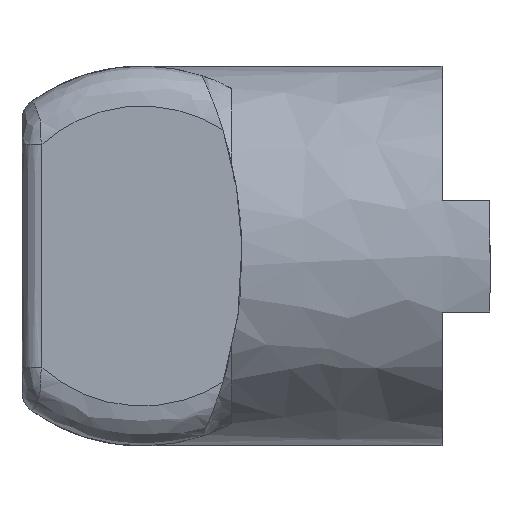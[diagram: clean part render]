
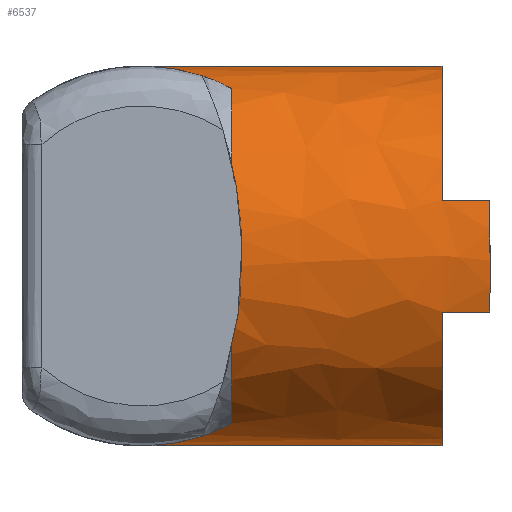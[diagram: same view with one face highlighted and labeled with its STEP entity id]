
A CAD part, left-side view. The second image highlights one B-rep face of the part: STEP entity #6537.
In plain terms, the highlighted free-form (B-spline) face has degree [1, 2] with [2, 5] control points.
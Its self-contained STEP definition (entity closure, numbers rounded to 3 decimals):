
#3461=CARTESIAN_POINT('',(-4.5,-10.5,8.367));
#3462=VERTEX_POINT('',#3461);
#3521=CARTESIAN_POINT('',(-4.5,-10.5,-8.367));
#3522=VERTEX_POINT('',#3521);
#3562=CARTESIAN_POINT('',(-4.5,-10.5,8.367));
#3563=CARTESIAN_POINT('',(-9.5,-10.5,5.677));
#3564=CARTESIAN_POINT('',(-9.5,-10.5,0.));
#3565=CARTESIAN_POINT('',(-9.5,-10.5,-5.677));
#3566=CARTESIAN_POINT('',(-4.5,-10.5,-8.367));
#3574=(BOUNDED_CURVE()B_SPLINE_CURVE(2,(#3562,#3563,#3564,#3565,#3566),.UNSPECIFIED.,.F.,.U.)B_SPLINE_CURVE_WITH_KNOTS((3,2,3),(0.0,0.5,1.0),.UNSPECIFIED.)CURVE()GEOMETRIC_REPRESENTATION_ITEM()RATIONAL_B_SPLINE_CURVE((1.0,0.858,1.0,0.858,1.0))REPRESENTATION_ITEM(''));
#3575=EDGE_CURVE('',#3462,#3522,#3574,.T.);
#4088=CARTESIAN_POINT('',(-0.419,-6.419,9.491));
#4089=VERTEX_POINT('',#4088);
#4112=CARTESIAN_POINT('',(-0.419,-21.,9.491));
#4113=VERTEX_POINT('',#4112);
#4114=CARTESIAN_POINT('',(-0.419,-21.,9.491));
#4115=CARTESIAN_POINT('',(-0.419,-6.419,9.491));
#4116=QUASI_UNIFORM_CURVE('',1,(#4114,#4115),.UNSPECIFIED.,.F.,.U.);
#4117=EDGE_CURVE('',#4113,#4089,#4116,.T.);
#4156=CARTESIAN_POINT('',(-0.419,-6.419,-9.491));
#4157=VERTEX_POINT('',#4156);
#4173=CARTESIAN_POINT('',(-0.419,-21.,-9.491));
#4174=VERTEX_POINT('',#4173);
#4188=CARTESIAN_POINT('',(-0.419,-6.419,-9.491));
#4189=CARTESIAN_POINT('',(-0.419,-21.,-9.491));
#4190=QUASI_UNIFORM_CURVE('',1,(#4188,#4189),.UNSPECIFIED.,.F.,.U.);
#4191=EDGE_CURVE('',#4157,#4174,#4190,.T.);
#5776=CARTESIAN_POINT('',(-9.078,-23.4,-2.8));
#5777=VERTEX_POINT('',#5776);
#5792=CARTESIAN_POINT('',(-9.078,-23.4,2.8));
#5793=VERTEX_POINT('',#5792);
#5799=CARTESIAN_POINT('',(-9.078,-23.4,2.8));
#5800=CARTESIAN_POINT('',(-9.942,-23.4,0.));
#5801=CARTESIAN_POINT('',(-9.078,-23.4,-2.8));
#5809=(BOUNDED_CURVE()B_SPLINE_CURVE(2,(#5799,#5800,#5801),.UNSPECIFIED.,.F.,.U.)CURVE()GEOMETRIC_REPRESENTATION_ITEM()QUASI_UNIFORM_CURVE()RATIONAL_B_SPLINE_CURVE((1.0,0.956,1.0))REPRESENTATION_ITEM(''));
#5810=EDGE_CURVE('',#5793,#5777,#5809,.T.);
#5822=CARTESIAN_POINT('',(-9.078,-21.,2.8));
#5823=VERTEX_POINT('',#5822);
#5829=CARTESIAN_POINT('',(-9.078,-23.4,2.8));
#5830=CARTESIAN_POINT('',(-9.078,-21.,2.8));
#5831=QUASI_UNIFORM_CURVE('',1,(#5829,#5830),.UNSPECIFIED.,.F.,.U.);
#5832=EDGE_CURVE('',#5793,#5823,#5831,.T.);
#5870=CARTESIAN_POINT('',(-9.078,-21.,-2.8));
#5871=VERTEX_POINT('',#5870);
#5879=CARTESIAN_POINT('',(-9.078,-23.4,-2.8));
#5880=CARTESIAN_POINT('',(-9.078,-21.,-2.8));
#5881=QUASI_UNIFORM_CURVE('',1,(#5879,#5880),.UNSPECIFIED.,.F.,.U.);
#5882=EDGE_CURVE('',#5777,#5871,#5881,.T.);
#6428=CARTESIAN_POINT('',(-9.078,-21.,-2.8));
#6429=CARTESIAN_POINT('',(-7.105,-21.,-9.195));
#6430=CARTESIAN_POINT('',(-0.419,-21.,-9.491));
#6438=(BOUNDED_CURVE()B_SPLINE_CURVE(2,(#6428,#6429,#6430),.UNSPECIFIED.,.F.,.U.)CURVE()GEOMETRIC_REPRESENTATION_ITEM()QUASI_UNIFORM_CURVE()RATIONAL_B_SPLINE_CURVE((1.0,0.818,1.0))REPRESENTATION_ITEM(''));
#6439=EDGE_CURVE('',#5871,#4174,#6438,.T.);
#6458=CARTESIAN_POINT('',(-0.419,-21.,9.491));
#6459=CARTESIAN_POINT('',(-7.105,-21.,9.195));
#6460=CARTESIAN_POINT('',(-9.078,-21.,2.8));
#6468=(BOUNDED_CURVE()B_SPLINE_CURVE(2,(#6458,#6459,#6460),.UNSPECIFIED.,.F.,.U.)CURVE()GEOMETRIC_REPRESENTATION_ITEM()QUASI_UNIFORM_CURVE()RATIONAL_B_SPLINE_CURVE((1.0,0.818,1.0))REPRESENTATION_ITEM(''));
#6469=EDGE_CURVE('',#4113,#5823,#6468,.T.);
#6483=CARTESIAN_POINT('',(-0.161,-5.995,-9.499));
#6484=CARTESIAN_POINT('',(-0.161,-23.835,-9.499));
#6485=CARTESIAN_POINT('',(-9.743,-5.995,-9.336));
#6486=CARTESIAN_POINT('',(-9.743,-23.835,-9.336));
#6487=CARTESIAN_POINT('',(-9.497,-5.995,0.244));
#6488=CARTESIAN_POINT('',(-9.497,-23.835,0.244));
#6489=CARTESIAN_POINT('',(-9.251,-5.995,9.824));
#6490=CARTESIAN_POINT('',(-9.251,-23.835,9.824));
#6491=CARTESIAN_POINT('',(0.327,-5.995,9.494));
#6492=CARTESIAN_POINT('',(0.327,-23.835,9.494));
#6500=(BOUNDED_SURFACE()B_SPLINE_SURFACE(1,2,((#6483,#6485,#6487,#6489,#6491),(#6484,#6486,#6488,#6490,#6492)),.UNSPECIFIED.,.F.,.F.,.U.)B_SPLINE_SURFACE_WITH_KNOTS((2,2),(3,2,3),(0.0,17.84),(0.0,15.837,31.675),.UNSPECIFIED.)GEOMETRIC_REPRESENTATION_ITEM()RATIONAL_B_SPLINE_SURFACE(((1.0,0.704,1.0,0.704,1.0),(1.0,0.704,1.0,0.704,1.0)))REPRESENTATION_ITEM('')SURFACE());
#6501=ORIENTED_EDGE('',*,*,#3575,.T.);
#6502=CARTESIAN_POINT('',(-4.5,-10.5,-8.367));
#6503=CARTESIAN_POINT('',(-2.588,-8.588,-9.395));
#6504=CARTESIAN_POINT('',(-0.419,-6.419,-9.491));
#6512=(BOUNDED_CURVE()B_SPLINE_CURVE(2,(#6502,#6503,#6504),.UNSPECIFIED.,.F.,.U.)CURVE()GEOMETRIC_REPRESENTATION_ITEM()QUASI_UNIFORM_CURVE()RATIONAL_B_SPLINE_CURVE((1.0,0.975,1.0))REPRESENTATION_ITEM(''));
#6513=EDGE_CURVE('',#3522,#4157,#6512,.T.);
#6514=ORIENTED_EDGE('',*,*,#6513,.T.);
#6515=ORIENTED_EDGE('',*,*,#4191,.T.);
#6516=ORIENTED_EDGE('',*,*,#6439,.F.);
#6517=ORIENTED_EDGE('',*,*,#5882,.F.);
#6518=ORIENTED_EDGE('',*,*,#5810,.F.);
#6519=ORIENTED_EDGE('',*,*,#5832,.T.);
#6520=ORIENTED_EDGE('',*,*,#6469,.F.);
#6521=ORIENTED_EDGE('',*,*,#4117,.T.);
#6522=CARTESIAN_POINT('',(-0.419,-6.419,9.491));
#6523=CARTESIAN_POINT('',(-2.588,-8.588,9.395));
#6524=CARTESIAN_POINT('',(-4.5,-10.5,8.367));
#6532=(BOUNDED_CURVE()B_SPLINE_CURVE(2,(#6522,#6523,#6524),.UNSPECIFIED.,.F.,.U.)CURVE()GEOMETRIC_REPRESENTATION_ITEM()QUASI_UNIFORM_CURVE()RATIONAL_B_SPLINE_CURVE((1.0,0.975,1.0))REPRESENTATION_ITEM(''));
#6533=EDGE_CURVE('',#4089,#3462,#6532,.T.);
#6534=ORIENTED_EDGE('',*,*,#6533,.T.);
#6535=EDGE_LOOP('',(#6501,#6514,#6515,#6516,#6517,#6518,#6519,#6520,#6521,#6534));
#6536=FACE_OUTER_BOUND('',#6535,.T.);
#6537=ADVANCED_FACE('',(#6536),#6500,.T.);
